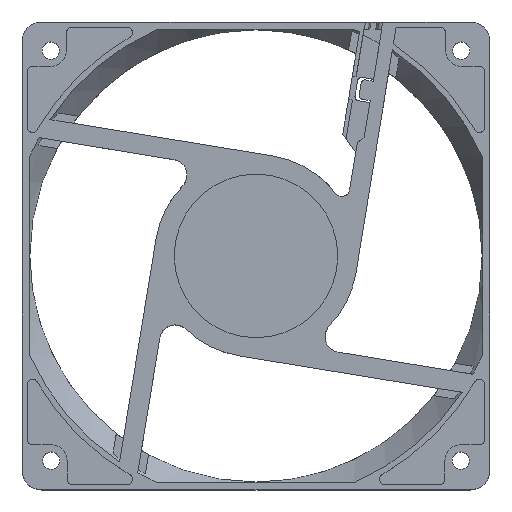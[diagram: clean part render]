
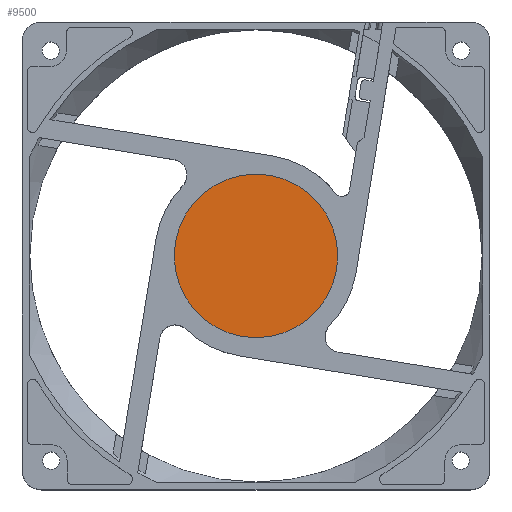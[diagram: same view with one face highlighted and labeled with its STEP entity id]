
A CAD part, top view. The second image highlights one B-rep face of the part: STEP entity #9500.
In plain terms, the highlighted planar face has unit normal (0, 0, 1).
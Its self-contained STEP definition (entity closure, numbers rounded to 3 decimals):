
#1354 = EDGE_CURVE ( 'NONE', #19063, #19041, #8087, .T. ) ;
#2285 = CARTESIAN_POINT ( 'NONE',  ( -20.85, 0., 24.55 ) ) ;
#2965 = AXIS2_PLACEMENT_3D ( 'NONE', #24559, #24803, #5736 ) ;
#3711 = CARTESIAN_POINT ( 'NONE',  ( 0., 0., 24.55 ) ) ;
#4185 = DIRECTION ( 'NONE',  ( 0., 0., 1. ) ) ;
#5736 = DIRECTION ( 'NONE',  ( 1., 0., 0. ) ) ;
#5883 = DIRECTION ( 'NONE',  ( 1., 0., 0. ) ) ;
#7131 = ORIENTED_EDGE ( 'NONE', *, *, #8925, .T. ) ;
#7315 = EDGE_LOOP ( 'NONE', ( #7131, #21707 ) ) ;
#8087 = CIRCLE ( 'NONE', #22831, 20.85 ) ;
#8925 = EDGE_CURVE ( 'NONE', #19041, #19063, #10735, .T. ) ;
#9500 = ADVANCED_FACE ( 'NONE', ( #16062 ), #23268, .T. ) ;
#10735 = CIRCLE ( 'NONE', #2965, 20.85 ) ;
#13080 = AXIS2_PLACEMENT_3D ( 'NONE', #15661, #4185, #5883 ) ;
#15506 = CARTESIAN_POINT ( 'NONE',  ( 20.85, 0., 24.55 ) ) ;
#15661 = CARTESIAN_POINT ( 'NONE',  ( 0., 0., 24.55 ) ) ;
#16062 = FACE_OUTER_BOUND ( 'NONE', #7315, .T. ) ;
#17136 = DIRECTION ( 'NONE',  ( 1., 0., 0. ) ) ;
#18825 = DIRECTION ( 'NONE',  ( 0., 0., 1. ) ) ;
#19041 = VERTEX_POINT ( 'NONE', #15506 ) ;
#19063 = VERTEX_POINT ( 'NONE', #2285 ) ;
#21707 = ORIENTED_EDGE ( 'NONE', *, *, #1354, .T. ) ;
#22831 = AXIS2_PLACEMENT_3D ( 'NONE', #3711, #18825, #17136 ) ;
#23268 = PLANE ( 'NONE',  #13080 ) ;
#24559 = CARTESIAN_POINT ( 'NONE',  ( 0., 0., 24.55 ) ) ;
#24803 = DIRECTION ( 'NONE',  ( 0., 0., 1. ) ) ;
